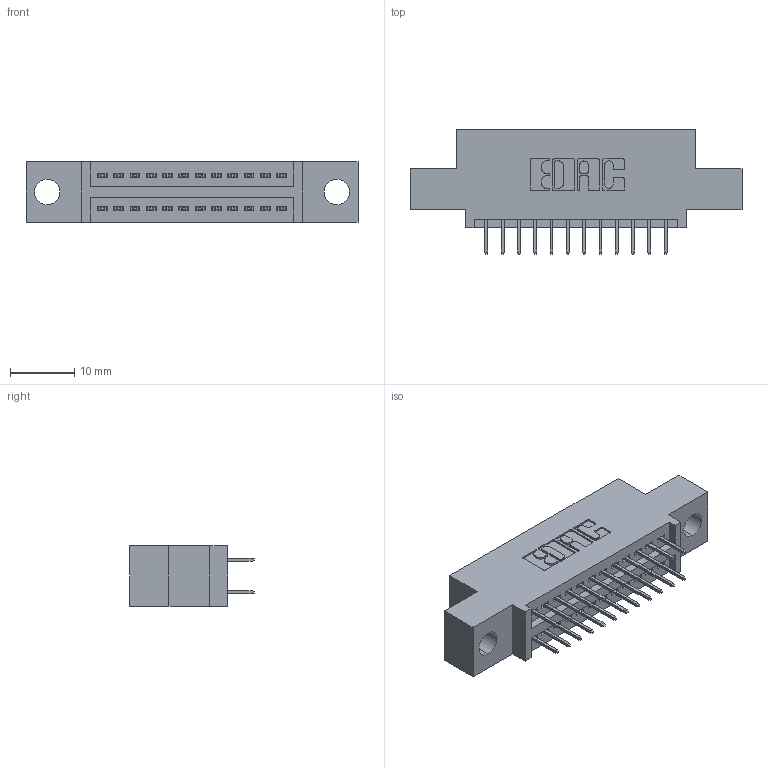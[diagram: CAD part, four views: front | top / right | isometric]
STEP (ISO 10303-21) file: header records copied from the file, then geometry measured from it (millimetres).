
FILE_DESCRIPTION (( 'STEP AP203' ), '1' );
FILE_NAME ('395-024-524-504.STEP', '2018-11-08T22:46:02', ( '' ), ( '' ), 'SwSTEP 2.0', 'SolidWorks 2016', '' );
FILE_SCHEMA (( 'CONFIG_CONTROL_DESIGN' ));
Length unit declared in the file: inch
Products named in the file (3): 345 Part_0.110 Offset - 0.156 Dia-TH; 345-292-001_345-293-124; 395-024-524-504
Assembly tree (25 placements, depth 2):
  395-024-524-504
    345 Part_0.110 Offset - 0.156 Dia-TH
    345-292-001_345-293-124  x24
Bounding box: 51.69 x 19.35 x 9.4 mm (x, y, z)
Volume: 4545.1 mm3; surface area: 5949.5 mm2
Topology: 25 solids, 25 shells, 1426 faces, 4025 edges, 2586 vertices
Faces by surface type: plane 1020, cylinder 406
Entity records: 13663 total; most frequent: CARTESIAN_POINT 2320, ORIENTED_EDGE 2254, DIRECTION 2083, EDGE_CURVE 1127, LINE 951, VECTOR 951, VERTEX_POINT 746, AXIS2_PLACEMENT_3D 566
